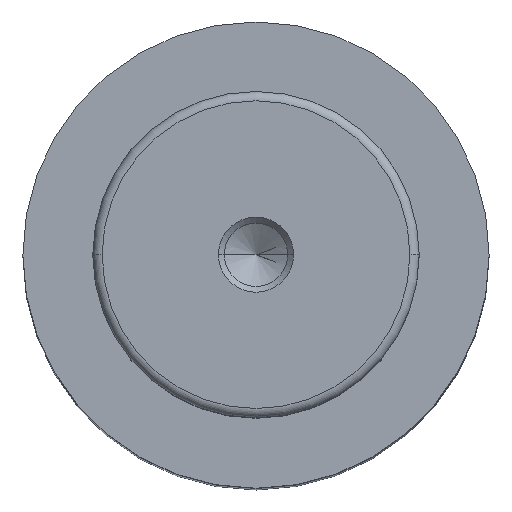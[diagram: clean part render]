
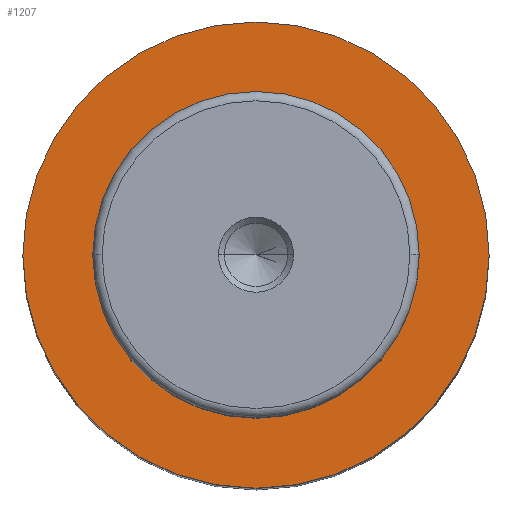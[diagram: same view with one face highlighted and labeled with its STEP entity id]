
A CAD part, top view. The second image highlights one B-rep face of the part: STEP entity #1207.
In plain terms, the highlighted planar face has unit normal (0, 0, 1).
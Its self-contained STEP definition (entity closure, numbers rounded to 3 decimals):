
#20 = CARTESIAN_POINT ( 'NONE',  ( 0., 0., 107. ) ) ;
#28 = EDGE_CURVE ( 'NONE', #959, #926, #813, .T. ) ;
#34 = DIRECTION ( 'NONE',  ( -1., 0., 0. ) ) ;
#56 = AXIS2_PLACEMENT_3D ( 'NONE', #20, #585, #591 ) ;
#114 = CARTESIAN_POINT ( 'NONE',  ( -25., 0., 107. ) ) ;
#134 = CARTESIAN_POINT ( 'NONE',  ( 0., 0., 107. ) ) ;
#148 = ORIENTED_EDGE ( 'NONE', *, *, #930, .T. ) ;
#195 = CARTESIAN_POINT ( 'NONE',  ( 0., 0., 107. ) ) ;
#204 = CARTESIAN_POINT ( 'NONE',  ( 17.5, 0., 107. ) ) ;
#229 = FACE_BOUND ( 'NONE', #1133, .T. ) ;
#233 = CARTESIAN_POINT ( 'NONE',  ( -17.5, 0., 107. ) ) ;
#253 = VERTEX_POINT ( 'NONE', #204 ) ;
#270 = AXIS2_PLACEMENT_3D ( 'NONE', #549, #347, #555 ) ;
#277 = VERTEX_POINT ( 'NONE', #233 ) ;
#347 = DIRECTION ( 'NONE',  ( 0., 0., 1. ) ) ;
#378 = CIRCLE ( 'NONE', #869, 17.5 ) ;
#530 = ORIENTED_EDGE ( 'NONE', *, *, #28, .F. ) ;
#549 = CARTESIAN_POINT ( 'NONE',  ( -17.5, 0., 107. ) ) ;
#555 = DIRECTION ( 'NONE',  ( 1., 0., 0. ) ) ;
#560 = ORIENTED_EDGE ( 'NONE', *, *, #873, .F. ) ;
#561 = PLANE ( 'NONE',  #270 ) ;
#585 = DIRECTION ( 'NONE',  ( 0., 0., -1. ) ) ;
#591 = DIRECTION ( 'NONE',  ( -1., 0., 0. ) ) ;
#594 = AXIS2_PLACEMENT_3D ( 'NONE', #134, #716, #626 ) ;
#626 = DIRECTION ( 'NONE',  ( -1., 0., 0. ) ) ;
#701 = DIRECTION ( 'NONE',  ( 0., 0., -1. ) ) ;
#716 = DIRECTION ( 'NONE',  ( 0., 0., -1. ) ) ;
#765 = CIRCLE ( 'NONE', #594, 17.5 ) ;
#813 = CIRCLE ( 'NONE', #901, 25. ) ;
#869 = AXIS2_PLACEMENT_3D ( 'NONE', #972, #701, #34 ) ;
#873 = EDGE_CURVE ( 'NONE', #926, #959, #1009, .T. ) ;
#901 = AXIS2_PLACEMENT_3D ( 'NONE', #195, #1208, #1128 ) ;
#914 = ORIENTED_EDGE ( 'NONE', *, *, #1137, .T. ) ;
#926 = VERTEX_POINT ( 'NONE', #1059 ) ;
#930 = EDGE_CURVE ( 'NONE', #253, #277, #378, .T. ) ;
#959 = VERTEX_POINT ( 'NONE', #114 ) ;
#972 = CARTESIAN_POINT ( 'NONE',  ( 0., 0., 107. ) ) ;
#1008 = FACE_OUTER_BOUND ( 'NONE', #1157, .T. ) ;
#1009 = CIRCLE ( 'NONE', #56, 25. ) ;
#1059 = CARTESIAN_POINT ( 'NONE',  ( 25., 0., 107. ) ) ;
#1128 = DIRECTION ( 'NONE',  ( -1., 0., 0. ) ) ;
#1133 = EDGE_LOOP ( 'NONE', ( #914, #148 ) ) ;
#1137 = EDGE_CURVE ( 'NONE', #277, #253, #765, .T. ) ;
#1157 = EDGE_LOOP ( 'NONE', ( #530, #560 ) ) ;
#1207 = ADVANCED_FACE ( 'NONE', ( #229, #1008 ), #561, .T. ) ;
#1208 = DIRECTION ( 'NONE',  ( 0., 0., -1. ) ) ;
